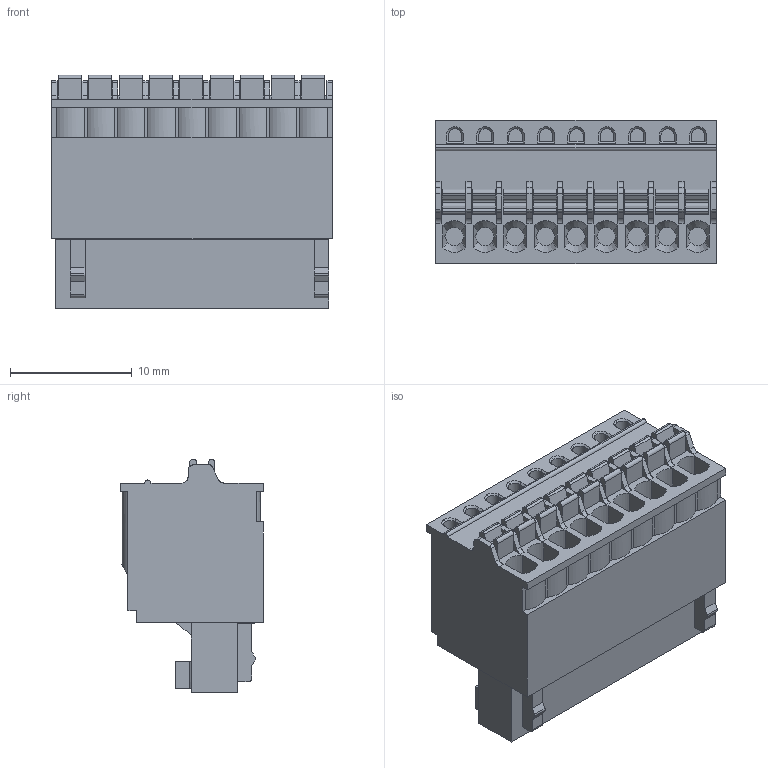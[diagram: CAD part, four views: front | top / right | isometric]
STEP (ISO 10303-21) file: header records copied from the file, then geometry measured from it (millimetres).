
FILE_DESCRIPTION(('CATIA V5R24 STEP','CAx-IF Rec.Pracs.--- Model Styling and Organization---1.2---2011-12-15'),'2;1');
FILE_NAME ('D1462123_0_2439720000_2439720000.stp','2016-04-20T13:43:26+00:00',('none'),('Weidmueller'),'CATIA Version 5-6 Release 2014 SP4','CATIA V5 STEP AP214','none');
FILE_SCHEMA(('AUTOMOTIVE_DESIGN { 1 0 10303 214 1 1 1 1 }'));
Length unit declared in the file: millimetre
Products named in the file (1): 2439720000_BLF 2.50/09/180 SN BK BX
Bounding box: 23.1 x 11.75 x 19.2 mm (x, y, z)
Volume: 3275.1 mm3; surface area: 2582.3 mm2
Topology: 1 solids, 1 shells, 614 faces, 1585 edges, 1026 vertices
Faces by surface type: plane 342, cylinder 200, cone 54, bspline 18
Entity records: 20601 total; most frequent: CARTESIAN_POINT 6103, ORIENTED_EDGE 3170, DIRECTION 2569, EDGE_CURVE 1585, VECTOR 1091, LINE 1091, VERTEX_POINT 1026, AXIS2_PLACEMENT_3D 883
